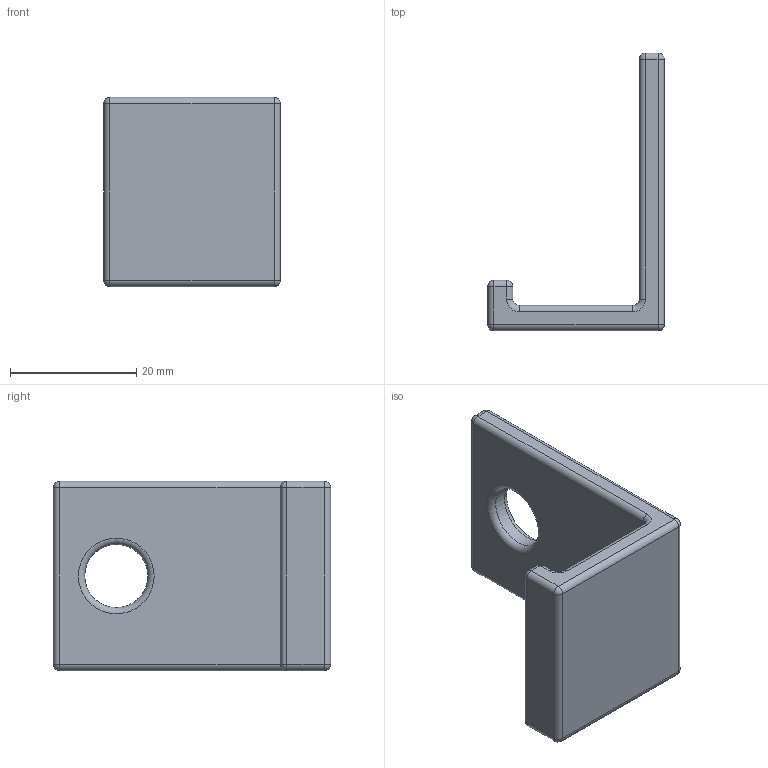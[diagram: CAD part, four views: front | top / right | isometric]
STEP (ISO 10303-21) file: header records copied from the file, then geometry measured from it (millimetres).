
FILE_DESCRIPTION(('FreeCAD Model'),'2;1');
FILE_NAME('Open CASCADE Shape Model','2025-08-09T07:42:32',(''),(''), 'Open CASCADE STEP processor 7.8','FreeCAD','Unknown');
FILE_SCHEMA(('AUTOMOTIVE_DESIGN { 1 0 10303 214 1 1 1 1 }'));
Length unit declared in the file: millimetre
Products named in the file (1): Body
Bounding box: 28 x 44 x 30 mm (x, y, z)
Volume: 8222.8 mm3; surface area: 4845.4 mm2
Topology: 1 solids, 1 shells, 53 faces, 119 edges, 56 vertices
Faces by surface type: cylinder 25, sphere 12, plane 10, torus 6
Full cylindrical faces by diameter (mm): 10 x1
Entity records: 2777 total; most frequent: DIRECTION 484, CARTESIAN_POINT 449, LINE 257, VECTOR 257, ORIENTED_EDGE 214, PCURVE 214, DEFINITIONAL_REPRESENTATION 214, AXIS2_PLACEMENT_3D 112
